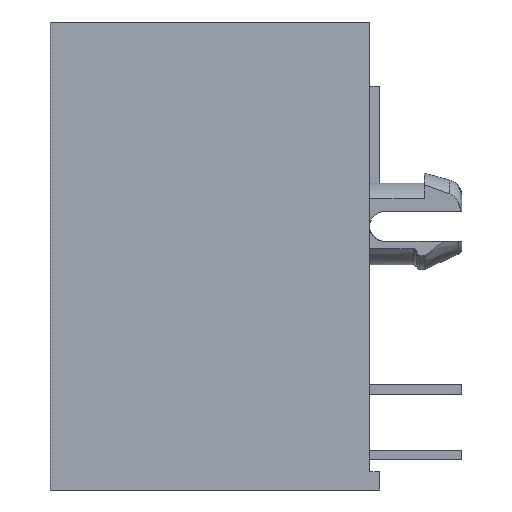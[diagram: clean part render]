
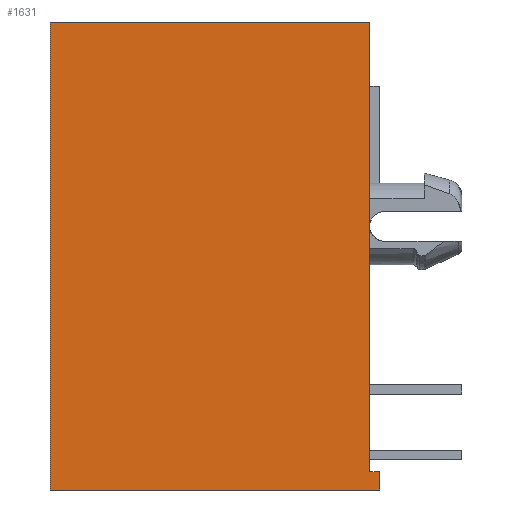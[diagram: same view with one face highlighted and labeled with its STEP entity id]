
A CAD part, left-side view. The second image highlights one B-rep face of the part: STEP entity #1631.
In plain terms, the highlighted free-form (B-spline) face has degree [1, 1] with [2, 2] control points.
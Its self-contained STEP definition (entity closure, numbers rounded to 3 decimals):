
#1631 = ADVANCED_FACE('',(#1632),#1682,.T.);
#1632 = FACE_BOUND('',#1633,.T.);
#1633 = EDGE_LOOP('',(#1634,#1644,#1652,#1660,#1668,#1676));
#1634 = ORIENTED_EDGE('',*,*,#1635,.T.);
#1635 = EDGE_CURVE('',#1636,#1638,#1640,.T.);
#1636 = VERTEX_POINT('',#1637);
#1637 = CARTESIAN_POINT('',(-6.985,-0.254,-18.352));
#1638 = VERTEX_POINT('',#1639);
#1639 = CARTESIAN_POINT('',(-6.985,-12.954,-18.352));
#1640 = LINE('',#1641,#1642);
#1641 = CARTESIAN_POINT('',(-6.985,-0.254,-18.352));
#1642 = VECTOR('',#1643,1.);
#1643 = DIRECTION('',(0.,-1.,0.));
#1644 = ORIENTED_EDGE('',*,*,#1645,.T.);
#1645 = EDGE_CURVE('',#1638,#1646,#1648,.T.);
#1646 = VERTEX_POINT('',#1647);
#1647 = CARTESIAN_POINT('',(-6.985,-12.954,-17.653));
#1648 = LINE('',#1649,#1650);
#1649 = CARTESIAN_POINT('',(-6.985,-12.954,-18.352));
#1650 = VECTOR('',#1651,1.);
#1651 = DIRECTION('',(0.,0.,1.));
#1652 = ORIENTED_EDGE('',*,*,#1653,.T.);
#1653 = EDGE_CURVE('',#1646,#1654,#1656,.T.);
#1654 = VERTEX_POINT('',#1655);
#1655 = CARTESIAN_POINT('',(-6.985,-12.573,-17.653));
#1656 = LINE('',#1657,#1658);
#1657 = CARTESIAN_POINT('',(-6.985,-12.954,-17.653));
#1658 = VECTOR('',#1659,1.);
#1659 = DIRECTION('',(0.,1.,0.));
#1660 = ORIENTED_EDGE('',*,*,#1661,.T.);
#1661 = EDGE_CURVE('',#1654,#1662,#1664,.T.);
#1662 = VERTEX_POINT('',#1663);
#1663 = CARTESIAN_POINT('',(-6.985,-12.573,-0.318));
#1664 = LINE('',#1665,#1666);
#1665 = CARTESIAN_POINT('',(-6.985,-12.573,-17.653));
#1666 = VECTOR('',#1667,1.);
#1667 = DIRECTION('',(0.,0.,1.));
#1668 = ORIENTED_EDGE('',*,*,#1669,.T.);
#1669 = EDGE_CURVE('',#1662,#1670,#1672,.T.);
#1670 = VERTEX_POINT('',#1671);
#1671 = CARTESIAN_POINT('',(-6.985,-0.254,-0.318));
#1672 = LINE('',#1673,#1674);
#1673 = CARTESIAN_POINT('',(-6.985,-12.573,-0.318));
#1674 = VECTOR('',#1675,1.);
#1675 = DIRECTION('',(0.,1.,0.));
#1676 = ORIENTED_EDGE('',*,*,#1677,.T.);
#1677 = EDGE_CURVE('',#1670,#1636,#1678,.T.);
#1678 = LINE('',#1679,#1680);
#1679 = CARTESIAN_POINT('',(-6.985,-0.254,-0.318));
#1680 = VECTOR('',#1681,1.);
#1681 = DIRECTION('',(0.,0.,-1.));
#1682 = B_SPLINE_SURFACE_WITH_KNOTS('',1,1,(
    (#1683,#1684)
    ,(#1685,#1686
    )),.UNSPECIFIED.,.F.,.F.,.F.,(2,2),(2,2),(0.,1.),(0.,1.),
  .PIECEWISE_BEZIER_KNOTS.);
#1683 = CARTESIAN_POINT('',(-6.985,-12.954,-18.352));
#1684 = CARTESIAN_POINT('',(-6.985,-0.254,-18.352));
#1685 = CARTESIAN_POINT('',(-6.985,-12.954,-0.318));
#1686 = CARTESIAN_POINT('',(-6.985,-0.254,-0.318));
